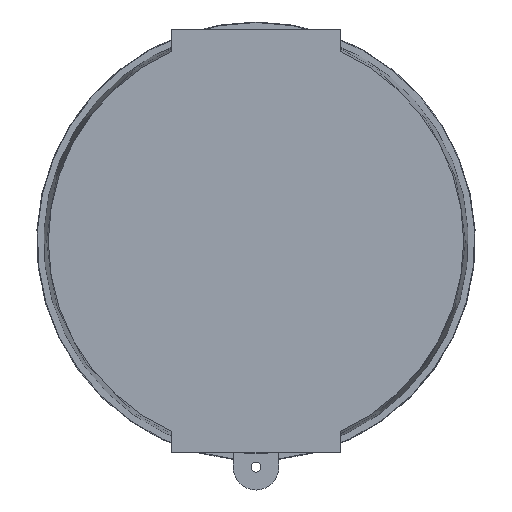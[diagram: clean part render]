
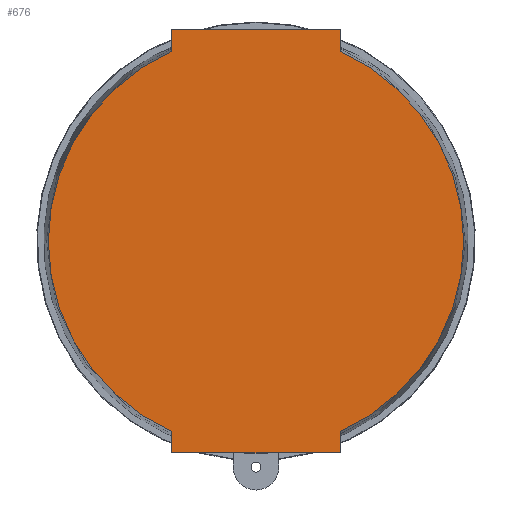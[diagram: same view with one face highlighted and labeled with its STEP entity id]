
A CAD part, front view. The second image highlights one B-rep face of the part: STEP entity #676.
In plain terms, the highlighted planar face has unit normal (0, -1, 0).
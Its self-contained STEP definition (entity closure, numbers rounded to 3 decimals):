
#31 = LINE ( 'NONE', #4343, #1641 ) ;
#145 = LINE ( 'NONE', #3971, #937 ) ;
#170 = CARTESIAN_POINT ( 'NONE',  ( -23.238, -65.899, 102.156 ) ) ;
#244 = CARTESIAN_POINT ( 'NONE',  ( -57.238, -65.899, -499936.244 ) ) ;
#260 = LINE ( 'NONE', #2101, #2637 ) ;
#262 = DIRECTION ( 'NONE',  ( 0., 0., -1. ) ) ;
#453 = VERTEX_POINT ( 'NONE', #733 ) ;
#522 = VERTEX_POINT ( 'NONE', #1572 ) ;
#533 = VECTOR ( 'NONE', #1101, 1000. ) ;
#584 = DIRECTION ( 'NONE',  ( 0., 0., 1. ) ) ;
#676 = ADVANCED_FACE ( 'NONE', ( #777 ), #3411, .F. ) ;
#682 = AXIS2_PLACEMENT_3D ( 'NONE', #3312, #3301, #3271 ) ;
#712 = EDGE_LOOP ( 'NONE', ( #2154, #4251, #3172, #2200, #1658, #3165, #3303, #2025 ) ) ;
#733 = CARTESIAN_POINT ( 'NONE',  ( -23.238, -65.899, 106.526 ) ) ;
#777 = FACE_OUTER_BOUND ( 'NONE', #712, .T. ) ;
#912 = CARTESIAN_POINT ( 'NONE',  ( -23.238, -65.899, 500063.756 ) ) ;
#937 = VECTOR ( 'NONE', #3273, 1000. ) ;
#997 = CARTESIAN_POINT ( 'NONE',  ( -23.238, -65.899, 20.986 ) ) ;
#1101 = DIRECTION ( 'NONE',  ( 1., 0., 0. ) ) ;
#1132 = VERTEX_POINT ( 'NONE', #997 ) ;
#1392 = LINE ( 'NONE', #3094, #533 ) ;
#1451 = CARTESIAN_POINT ( 'NONE',  ( -40.238, -65.899, 63.756 ) ) ;
#1531 = DIRECTION ( 'NONE',  ( 0., 0., 1. ) ) ;
#1544 = CARTESIAN_POINT ( 'NONE',  ( -57.238, -65.899, 102.156 ) ) ;
#1572 = CARTESIAN_POINT ( 'NONE',  ( -23.238, -65.899, 25.356 ) ) ;
#1641 = VECTOR ( 'NONE', #262, 1000. ) ;
#1658 = ORIENTED_EDGE ( 'NONE', *, *, #2301, .F. ) ;
#1727 = LINE ( 'NONE', #912, #4366 ) ;
#1734 = DIRECTION ( 'NONE',  ( 0., 0., 1. ) ) ;
#1750 = VERTEX_POINT ( 'NONE', #1544 ) ;
#1870 = DIRECTION ( 'NONE',  ( 0., 0., 1. ) ) ;
#1883 = DIRECTION ( 'NONE',  ( 0., 1., 0. ) ) ;
#1901 = CARTESIAN_POINT ( 'NONE',  ( -40.238, -65.899, 63.756 ) ) ;
#2025 = ORIENTED_EDGE ( 'NONE', *, *, #2394, .F. ) ;
#2101 = CARTESIAN_POINT ( 'NONE',  ( -23.238, -65.899, -499936.244 ) ) ;
#2107 = CARTESIAN_POINT ( 'NONE',  ( -57.238, -65.899, 20.986 ) ) ;
#2154 = ORIENTED_EDGE ( 'NONE', *, *, #2255, .F. ) ;
#2200 = ORIENTED_EDGE ( 'NONE', *, *, #2387, .F. ) ;
#2255 = EDGE_CURVE ( 'NONE', #2294, #522, #2991, .T. ) ;
#2294 = VERTEX_POINT ( 'NONE', #170 ) ;
#2301 = EDGE_CURVE ( 'NONE', #2759, #1750, #4017, .T. ) ;
#2375 = EDGE_CURVE ( 'NONE', #2294, #453, #260, .T. ) ;
#2380 = EDGE_CURVE ( 'NONE', #3967, #453, #145, .T. ) ;
#2387 = EDGE_CURVE ( 'NONE', #1750, #3967, #3643, .T. ) ;
#2389 = EDGE_CURVE ( 'NONE', #2759, #2796, #31, .T. ) ;
#2394 = EDGE_CURVE ( 'NONE', #522, #1132, #1727, .T. ) ;
#2484 = DIRECTION ( 'NONE',  ( 0., 0., -1. ) ) ;
#2637 = VECTOR ( 'NONE', #584, 1000. ) ;
#2759 = VERTEX_POINT ( 'NONE', #3405 ) ;
#2796 = VERTEX_POINT ( 'NONE', #2107 ) ;
#2991 = CIRCLE ( 'NONE', #3990, 41.995 ) ;
#3094 = CARTESIAN_POINT ( 'NONE',  ( -40.238, -65.899, 20.986 ) ) ;
#3128 = EDGE_CURVE ( 'NONE', #2796, #1132, #1392, .T. ) ;
#3165 = ORIENTED_EDGE ( 'NONE', *, *, #2389, .T. ) ;
#3172 = ORIENTED_EDGE ( 'NONE', *, *, #2380, .F. ) ;
#3271 = DIRECTION ( 'NONE',  ( 0., 0., 1. ) ) ;
#3273 = DIRECTION ( 'NONE',  ( 1., 0., 0. ) ) ;
#3301 = DIRECTION ( 'NONE',  ( 0., 1., 0. ) ) ;
#3303 = ORIENTED_EDGE ( 'NONE', *, *, #3128, .T. ) ;
#3312 = CARTESIAN_POINT ( 'NONE',  ( 1.757, -65.899, 63.756 ) ) ;
#3405 = CARTESIAN_POINT ( 'NONE',  ( -57.238, -65.899, 25.356 ) ) ;
#3411 = PLANE ( 'NONE',  #682 ) ;
#3529 = VECTOR ( 'NONE', #1531, 1000. ) ;
#3643 = LINE ( 'NONE', #244, #3529 ) ;
#3850 = CARTESIAN_POINT ( 'NONE',  ( -57.238, -65.899, 106.526 ) ) ;
#3892 = DIRECTION ( 'NONE',  ( 0., 1., 0. ) ) ;
#3938 = AXIS2_PLACEMENT_3D ( 'NONE', #1451, #3892, #1734 ) ;
#3967 = VERTEX_POINT ( 'NONE', #3850 ) ;
#3971 = CARTESIAN_POINT ( 'NONE',  ( -40.238, -65.899, 106.526 ) ) ;
#3990 = AXIS2_PLACEMENT_3D ( 'NONE', #1901, #1883, #1870 ) ;
#4017 = CIRCLE ( 'NONE', #3938, 41.995 ) ;
#4251 = ORIENTED_EDGE ( 'NONE', *, *, #2375, .T. ) ;
#4343 = CARTESIAN_POINT ( 'NONE',  ( -57.238, -65.899, 500063.756 ) ) ;
#4366 = VECTOR ( 'NONE', #2484, 1000. ) ;
